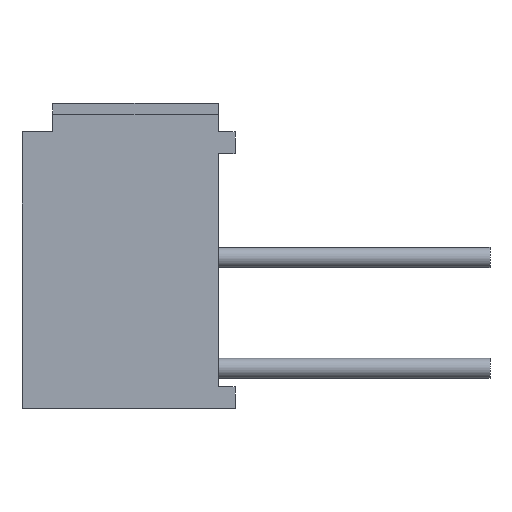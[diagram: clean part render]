
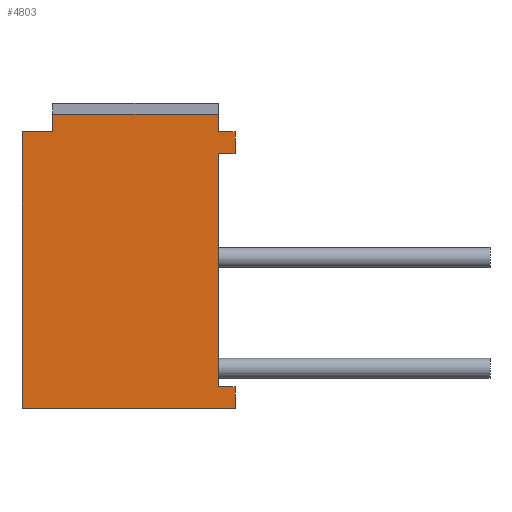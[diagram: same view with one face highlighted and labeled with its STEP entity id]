
A CAD part, left-side view. The second image highlights one B-rep face of the part: STEP entity #4803.
In plain terms, the highlighted planar face has unit normal (-1, 0, 0).
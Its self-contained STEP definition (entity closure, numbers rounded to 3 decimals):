
#5 = DIRECTION ( 'NONE',  ( 0., 0., 1. ) ) ;
#19 = DIRECTION ( 'NONE',  ( 0., 0., 1. ) ) ;
#52 = EDGE_CURVE ( 'NONE', #2448, #74, #2147, .T. ) ;
#53 = LINE ( 'NONE', #2487, #2667 ) ;
#71 = ORIENTED_EDGE ( 'NONE', *, *, #1372, .T. ) ;
#74 = VERTEX_POINT ( 'NONE', #3079 ) ;
#103 = VECTOR ( 'NONE', #725, 1000. ) ;
#288 = VECTOR ( 'NONE', #3004, 1000. ) ;
#300 = VECTOR ( 'NONE', #2458, 1000. ) ;
#326 = EDGE_CURVE ( 'NONE', #3053, #1733, #2007, .T. ) ;
#336 = LINE ( 'NONE', #3521, #1925 ) ;
#495 = DIRECTION ( 'NONE',  ( 0., 0., 1. ) ) ;
#620 = ORIENTED_EDGE ( 'NONE', *, *, #2265, .F. ) ;
#640 = LINE ( 'NONE', #3806, #103 ) ;
#665 = DIRECTION ( 'NONE',  ( 0., -1., 0. ) ) ;
#670 = ORIENTED_EDGE ( 'NONE', *, *, #3915, .F. ) ;
#681 = CARTESIAN_POINT ( 'NONE',  ( -3.3, 0.38, 2.345 ) ) ;
#698 = VECTOR ( 'NONE', #4886, 1000. ) ;
#725 = DIRECTION ( 'NONE',  ( 0., 1., 0. ) ) ;
#856 = EDGE_CURVE ( 'NONE', #4971, #4329, #53, .T. ) ;
#972 = EDGE_LOOP ( 'NONE', ( #71, #3720, #620, #5019, #4150, #3504, #1351, #670, #2699, #4389, #2446, #2016 ) ) ;
#1009 = LINE ( 'NONE', #4470, #698 ) ;
#1068 = EDGE_CURVE ( 'NONE', #3053, #4581, #640, .T. ) ;
#1080 = CARTESIAN_POINT ( 'NONE',  ( -3.3, 0.38, -2.995 ) ) ;
#1129 = LINE ( 'NONE', #4416, #4858 ) ;
#1130 = LINE ( 'NONE', #3643, #4928 ) ;
#1143 = LINE ( 'NONE', #3650, #1830 ) ;
#1271 = EDGE_CURVE ( 'NONE', #4612, #4900, #1129, .T. ) ;
#1351 = ORIENTED_EDGE ( 'NONE', *, *, #52, .T. ) ;
#1372 = EDGE_CURVE ( 'NONE', #4406, #4900, #1009, .T. ) ;
#1548 = VECTOR ( 'NONE', #4665, 1000. ) ;
#1733 = VERTEX_POINT ( 'NONE', #2793 ) ;
#1788 = VERTEX_POINT ( 'NONE', #4409 ) ;
#1830 = VECTOR ( 'NONE', #2037, 1000. ) ;
#1925 = VECTOR ( 'NONE', #5, 1000. ) ;
#2007 = LINE ( 'NONE', #3632, #300 ) ;
#2016 = ORIENTED_EDGE ( 'NONE', *, *, #3658, .T. ) ;
#2019 = PLANE ( 'NONE',  #2047 ) ;
#2037 = DIRECTION ( 'NONE',  ( 0., 1., 0. ) ) ;
#2047 = AXIS2_PLACEMENT_3D ( 'NONE', #4360, #4725, #495 ) ;
#2104 = CARTESIAN_POINT ( 'NONE',  ( -3.3, 0., 2.845 ) ) ;
#2147 = LINE ( 'NONE', #681, #3708 ) ;
#2213 = EDGE_CURVE ( 'NONE', #3011, #1788, #1143, .T. ) ;
#2265 = EDGE_CURVE ( 'NONE', #1733, #4612, #3226, .T. ) ;
#2446 = ORIENTED_EDGE ( 'NONE', *, *, #856, .T. ) ;
#2448 = VERTEX_POINT ( 'NONE', #4539 ) ;
#2458 = DIRECTION ( 'NONE',  ( 0., 0., -1. ) ) ;
#2487 = CARTESIAN_POINT ( 'NONE',  ( -3.3, -9.614, 3.245 ) ) ;
#2497 = CARTESIAN_POINT ( 'NONE',  ( -3.3, 4.88, 2.845 ) ) ;
#2513 = CARTESIAN_POINT ( 'NONE',  ( -3.3, -9.614, -3.495 ) ) ;
#2536 = DIRECTION ( 'NONE',  ( 0., 1., 0. ) ) ;
#2623 = CARTESIAN_POINT ( 'NONE',  ( -3.3, 0., -3.495 ) ) ;
#2667 = VECTOR ( 'NONE', #2536, 1000. ) ;
#2699 = ORIENTED_EDGE ( 'NONE', *, *, #2213, .T. ) ;
#2793 = CARTESIAN_POINT ( 'NONE',  ( -3.3, 0., -3.495 ) ) ;
#2975 = CARTESIAN_POINT ( 'NONE',  ( -3.3, 0.38, 3.245 ) ) ;
#3004 = DIRECTION ( 'NONE',  ( 0., 0., -1. ) ) ;
#3011 = VERTEX_POINT ( 'NONE', #2104 ) ;
#3053 = VERTEX_POINT ( 'NONE', #4456 ) ;
#3079 = CARTESIAN_POINT ( 'NONE',  ( -3.3, 0., 2.345 ) ) ;
#3226 = LINE ( 'NONE', #2513, #3832 ) ;
#3436 = FACE_OUTER_BOUND ( 'NONE', #972, .T. ) ;
#3504 = ORIENTED_EDGE ( 'NONE', *, *, #4578, .T. ) ;
#3521 = CARTESIAN_POINT ( 'NONE',  ( -3.3, 0.38, 2.345 ) ) ;
#3585 = DIRECTION ( 'NONE',  ( 0., 0., -1. ) ) ;
#3632 = CARTESIAN_POINT ( 'NONE',  ( -3.3, 0., -3.495 ) ) ;
#3643 = CARTESIAN_POINT ( 'NONE',  ( -3.3, 4.18, 3.495 ) ) ;
#3650 = CARTESIAN_POINT ( 'NONE',  ( -3.3, 0., 2.845 ) ) ;
#3658 = EDGE_CURVE ( 'NONE', #4329, #4406, #1130, .T. ) ;
#3683 = DIRECTION ( 'NONE',  ( 0., 1., 0. ) ) ;
#3708 = VECTOR ( 'NONE', #665, 1000. ) ;
#3720 = ORIENTED_EDGE ( 'NONE', *, *, #1271, .F. ) ;
#3745 = LINE ( 'NONE', #4274, #1548 ) ;
#3806 = CARTESIAN_POINT ( 'NONE',  ( -3.3, 0.38, -2.995 ) ) ;
#3832 = VECTOR ( 'NONE', #3683, 1000. ) ;
#3915 = EDGE_CURVE ( 'NONE', #3011, #74, #4355, .T. ) ;
#4108 = EDGE_CURVE ( 'NONE', #1788, #4971, #3745, .T. ) ;
#4150 = ORIENTED_EDGE ( 'NONE', *, *, #1068, .T. ) ;
#4274 = CARTESIAN_POINT ( 'NONE',  ( -3.3, 0.38, 3.495 ) ) ;
#4329 = VERTEX_POINT ( 'NONE', #4383 ) ;
#4355 = LINE ( 'NONE', #2623, #288 ) ;
#4360 = CARTESIAN_POINT ( 'NONE',  ( -3.3, -9.614, -3.495 ) ) ;
#4383 = CARTESIAN_POINT ( 'NONE',  ( -3.3, 4.18, 3.245 ) ) ;
#4389 = ORIENTED_EDGE ( 'NONE', *, *, #4108, .T. ) ;
#4406 = VERTEX_POINT ( 'NONE', #4905 ) ;
#4409 = CARTESIAN_POINT ( 'NONE',  ( -3.3, 0.38, 2.845 ) ) ;
#4416 = CARTESIAN_POINT ( 'NONE',  ( -3.3, 4.88, -3.495 ) ) ;
#4456 = CARTESIAN_POINT ( 'NONE',  ( -3.3, 0., -2.995 ) ) ;
#4470 = CARTESIAN_POINT ( 'NONE',  ( -3.3, 4.88, 2.845 ) ) ;
#4539 = CARTESIAN_POINT ( 'NONE',  ( -3.3, 0.38, 2.345 ) ) ;
#4578 = EDGE_CURVE ( 'NONE', #4581, #2448, #336, .T. ) ;
#4581 = VERTEX_POINT ( 'NONE', #1080 ) ;
#4612 = VERTEX_POINT ( 'NONE', #4675 ) ;
#4665 = DIRECTION ( 'NONE',  ( 0., 0., 1. ) ) ;
#4675 = CARTESIAN_POINT ( 'NONE',  ( -3.3, 4.88, -3.495 ) ) ;
#4725 = DIRECTION ( 'NONE',  ( -1., 0., 0. ) ) ;
#4803 = ADVANCED_FACE ( 'NONE', ( #3436 ), #2019, .T. ) ;
#4858 = VECTOR ( 'NONE', #19, 1000. ) ;
#4886 = DIRECTION ( 'NONE',  ( 0., 1., 0. ) ) ;
#4900 = VERTEX_POINT ( 'NONE', #2497 ) ;
#4905 = CARTESIAN_POINT ( 'NONE',  ( -3.3, 4.18, 2.845 ) ) ;
#4928 = VECTOR ( 'NONE', #3585, 1000. ) ;
#4971 = VERTEX_POINT ( 'NONE', #2975 ) ;
#5019 = ORIENTED_EDGE ( 'NONE', *, *, #326, .F. ) ;
